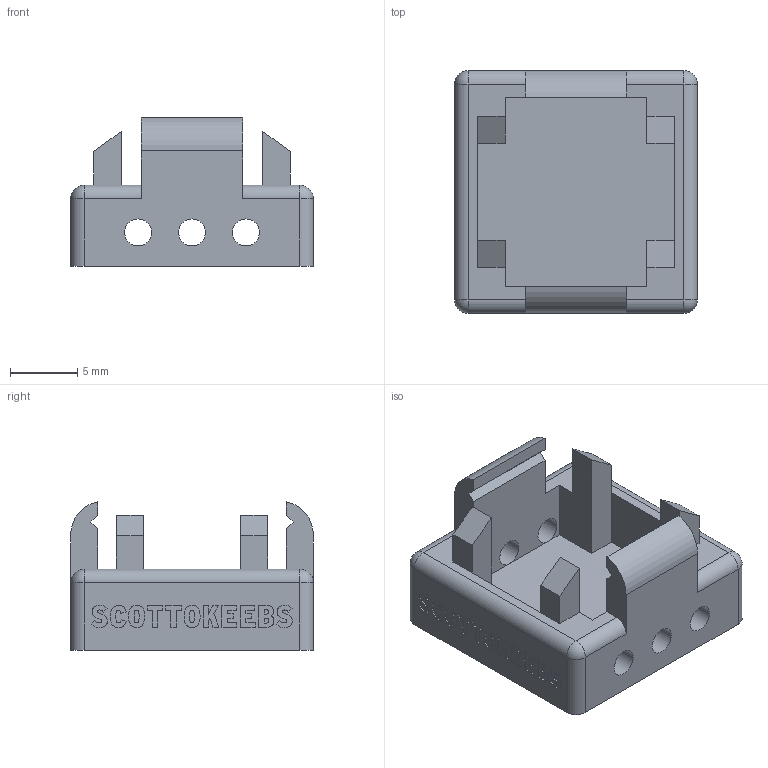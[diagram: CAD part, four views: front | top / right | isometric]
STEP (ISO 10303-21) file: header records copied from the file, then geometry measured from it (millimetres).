
FILE_DESCRIPTION(('HOOPS Exchange Step'),'2;1');
FILE_NAME('temp_export','2023-08-17T16:10:30-04:00',('jscotto'),('Shapr3D Limited'),'HOOPS Exchange 2023.2','Shapr3D','Authorized');
FILE_SCHEMA( ('AUTOMOTIVE_DESIGN { 1 0 10303 214 1 1 1 1 }') );
Length unit declared in the file: millimetre
Products named in the file (1): Cherry (Flat)
Bounding box: 18 x 18 x 11 mm (x, y, z)
Volume: 1273.6 mm3; surface area: 1639.1 mm2
Topology: 1 solids, 1 shells, 272 faces, 726 edges, 476 vertices
Faces by surface type: plane 206, bspline 44, cylinder 18, sphere 4
Full cylindrical faces by diameter (mm): 2 x6
Entity records: 9459 total; most frequent: CARTESIAN_POINT 2907, ORIENTED_EDGE 1444, DIRECTION 1137, EDGE_CURVE 722, VECTOR 589, LINE 589, VERTEX_POINT 476, EDGE_LOOP 308
